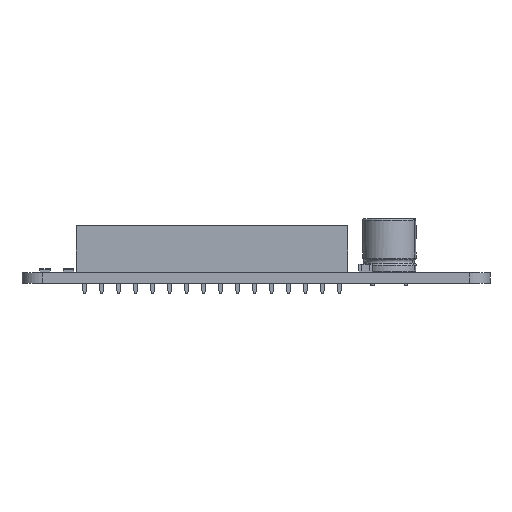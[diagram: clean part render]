
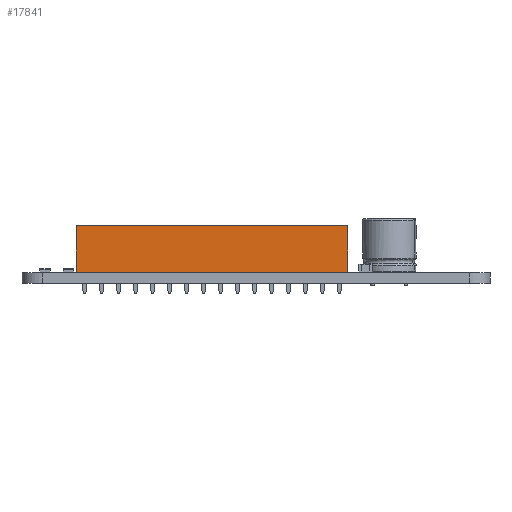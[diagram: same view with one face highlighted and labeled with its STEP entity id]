
A CAD part, left-side view. The second image highlights one B-rep face of the part: STEP entity #17841.
In plain terms, the highlighted planar face has unit normal (-1, 0, 0).
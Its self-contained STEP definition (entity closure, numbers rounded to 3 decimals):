
#16018 = VERTEX_POINT('',#16019);
#16019 = CARTESIAN_POINT('',(-1.27,-39.37,0.));
#16027 = EDGE_CURVE('',#16018,#16028,#16030,.T.);
#16028 = VERTEX_POINT('',#16029);
#16029 = CARTESIAN_POINT('',(-1.27,-39.37,7.));
#16030 = LINE('',#16031,#16032);
#16031 = CARTESIAN_POINT('',(-1.27,-39.37,0.));
#16032 = VECTOR('',#16033,1.);
#16033 = DIRECTION('',(0.,0.,1.));
#16090 = VERTEX_POINT('',#16091);
#16091 = CARTESIAN_POINT('',(-1.27,1.27,7.));
#16097 = EDGE_CURVE('',#16098,#16090,#16100,.T.);
#16098 = VERTEX_POINT('',#16099);
#16099 = CARTESIAN_POINT('',(-1.27,1.27,0.));
#16100 = LINE('',#16101,#16102);
#16101 = CARTESIAN_POINT('',(-1.27,1.27,0.));
#16102 = VECTOR('',#16103,1.);
#16103 = DIRECTION('',(0.,0.,1.));
#16162 = EDGE_CURVE('',#16090,#16028,#16163,.T.);
#16163 = LINE('',#16164,#16165);
#16164 = CARTESIAN_POINT('',(-1.27,1.27,7.));
#16165 = VECTOR('',#16166,1.);
#16166 = DIRECTION('',(0.,-1.,0.));
#16728 = EDGE_CURVE('',#16098,#16018,#16729,.T.);
#16729 = LINE('',#16730,#16731);
#16730 = CARTESIAN_POINT('',(-1.27,1.27,0.));
#16731 = VECTOR('',#16732,1.);
#16732 = DIRECTION('',(0.,-1.,0.));
#17841 = ADVANCED_FACE('',(#17842),#17848,.F.);
#17842 = FACE_BOUND('',#17843,.F.);
#17843 = EDGE_LOOP('',(#17844,#17845,#17846,#17847));
#17844 = ORIENTED_EDGE('',*,*,#16097,.T.);
#17845 = ORIENTED_EDGE('',*,*,#16162,.T.);
#17846 = ORIENTED_EDGE('',*,*,#16027,.F.);
#17847 = ORIENTED_EDGE('',*,*,#16728,.F.);
#17848 = PLANE('',#17849);
#17849 = AXIS2_PLACEMENT_3D('',#17850,#17851,#17852);
#17850 = CARTESIAN_POINT('',(-1.27,1.27,0.));
#17851 = DIRECTION('',(1.,0.,0.));
#17852 = DIRECTION('',(0.,-1.,0.));
